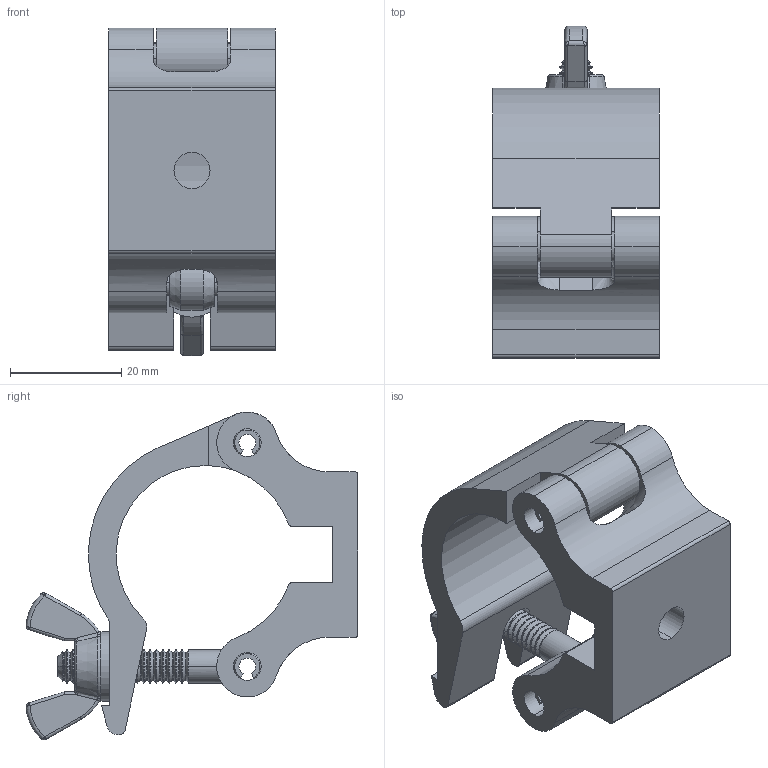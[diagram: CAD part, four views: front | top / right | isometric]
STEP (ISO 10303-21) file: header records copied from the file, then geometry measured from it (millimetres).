
FILE_DESCRIPTION (( 'STEP AP203' ), '1' );
FILE_NAME ('T58800 & T58801.STEP', '2018-08-13T10:00:57', ( '' ), ( '' ), 'SwSTEP 2.0', 'SolidWorks 2016', '' );
FILE_SCHEMA (( 'CONFIG_CONTROL_DESIGN' ));
Length unit declared in the file: millimetre
Products named in the file (10): TH2012; TH2011_30MM WIDE; F771; TH321_TH321; T58800 & T58801; A Washer_Bright washer BS 4320 - M6 (Form A); T78010_Spaced for T58800; TH1821; F880_F880 M6 Wing Nut; TH320_TH320
Assembly tree (10 placements, depth 3):
  T58800 & T58801
    TH320_TH320
      TH2012
    TH321_TH321
      TH2011_30MM WIDE
    T78010_Spaced for T58800
      TH1821
      F880_F880 M6 Wing Nut
      A Washer_Bright washer BS 4320 - M6 (Form A)
    F771  x2
Bounding box: 29.9 x 59.71 x 58.97 mm (x, y, z)
Volume: 27036.7 mm3; surface area: 15325.6 mm2
Topology: 7 solids, 7 shells, 531 faces, 1178 edges, 672 vertices
Faces by surface type: torus 168, cone 160, cylinder 92, plane 75, bspline 36
Entity records: 16050 total; most frequent: CARTESIAN_POINT 3465, DIRECTION 2714, ORIENTED_EDGE 2264, AXIS2_PLACEMENT_3D 1187, EDGE_CURVE 1132, CIRCLE 692, VERTEX_POINT 648, EDGE_LOOP 552
